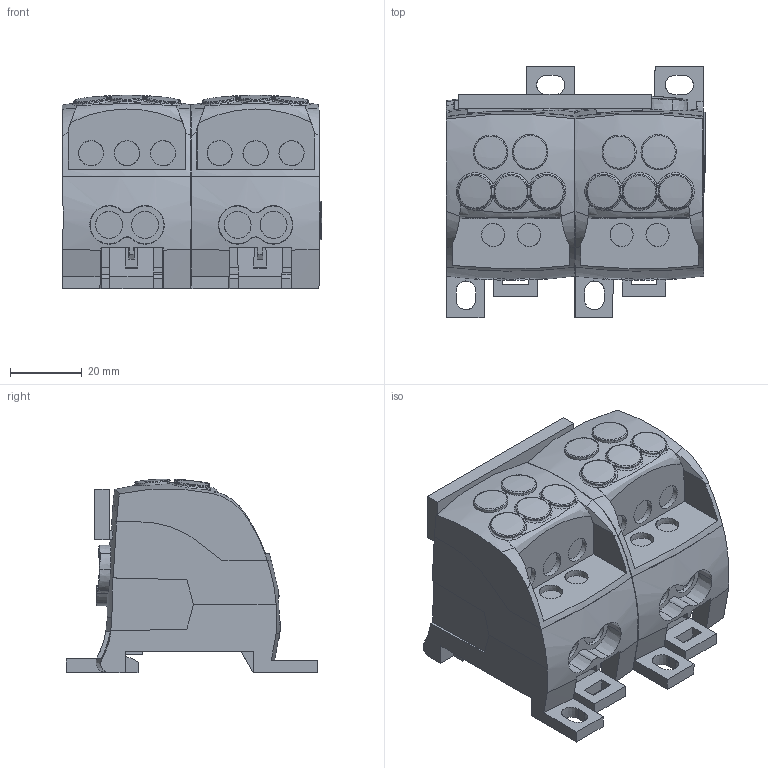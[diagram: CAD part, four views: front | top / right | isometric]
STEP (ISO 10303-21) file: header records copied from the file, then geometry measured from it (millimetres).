
FILE_DESCRIPTION(('CATIA V5R22 STEP214','CAx-IF Rec.Pracs.--- Model Styling and Organization---1.4--- 2014-01-23'),'2;1');
FILE_NAME ('D1463059_1', '2022-01-24T12:50:04+00:00', ('Weidmueller Interface'), ('Weidmueller'), 'CATIA Version 5-6 Release 2016 SP3 HF44', 'CATIA V5 STEP AP214', 'none');
FILE_SCHEMA(('AUTOMOTIVE_DESIGN { 1 0 10303 214 1 1 1 1 }'));
Products named in the file (1): 2519470000
Bounding box: 72.05 x 70 x 53.8 mm (x, y, z)
Volume: 94512.7 mm3; surface area: 39544 mm2
Topology: 3 solids, 5 shells, 566 faces, 1636 edges, 1078 vertices
Faces by surface type: plane 242, bspline 156, cone 128, sphere 22, revolution 12, cylinder 4, extrusion 2
Entity records: 45746 total; most frequent: CARTESIAN_POINT 33184, ORIENTED_EDGE 3214, EDGE_CURVE 1610, DIRECTION 1507, VERTEX_POINT 1078, B_SPLINE_CURVE_WITH_KNOTS 883, VECTOR 662, LINE 660
